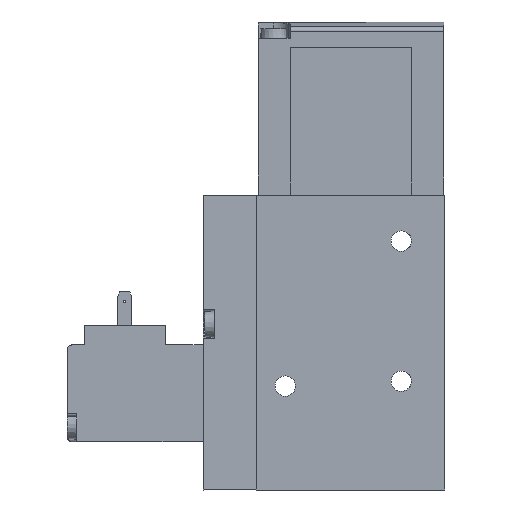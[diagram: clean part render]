
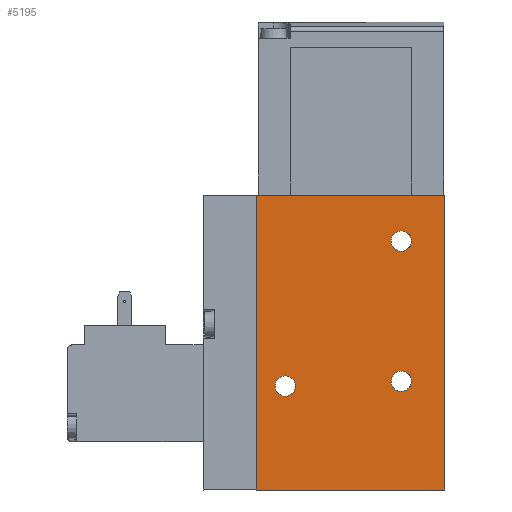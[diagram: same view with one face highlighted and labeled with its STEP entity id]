
A CAD part, left-side view. The second image highlights one B-rep face of the part: STEP entity #5195.
In plain terms, the highlighted planar face has unit normal (-1, 0, 0).
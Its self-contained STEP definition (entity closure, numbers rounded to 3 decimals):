
#181=LINE('',#7128,#509);
#203=LINE('',#7215,#531);
#206=LINE('',#7227,#534);
#209=LINE('',#7235,#537);
#509=VECTOR('',#5904,1000.);
#531=VECTOR('',#5936,1000.);
#534=VECTOR('',#5947,1000.);
#537=VECTOR('',#5954,1000.);
#928=ORIENTED_EDGE('',*,*,#2003,.T.);
#929=ORIENTED_EDGE('',*,*,#2004,.T.);
#930=ORIENTED_EDGE('',*,*,#2005,.T.);
#931=ORIENTED_EDGE('',*,*,#1942,.F.);
#932=ORIENTED_EDGE('',*,*,#1978,.F.);
#933=ORIENTED_EDGE('',*,*,#1974,.F.);
#934=ORIENTED_EDGE('',*,*,#1968,.F.);
#1942=EDGE_CURVE('',#2485,#2486,#181,.T.);
#1968=EDGE_CURVE('',#2486,#2507,#203,.T.);
#1974=EDGE_CURVE('',#2507,#2512,#206,.T.);
#1978=EDGE_CURVE('',#2512,#2485,#209,.T.);
#2003=EDGE_CURVE('',#2538,#2538,#2833,.T.);
#2004=EDGE_CURVE('',#2539,#2539,#2834,.T.);
#2005=EDGE_CURVE('',#2540,#2540,#2835,.T.);
#2485=VERTEX_POINT('',#7129);
#2486=VERTEX_POINT('',#7130);
#2507=VERTEX_POINT('',#7216);
#2512=VERTEX_POINT('',#7228);
#2538=VERTEX_POINT('',#7286);
#2539=VERTEX_POINT('',#7288);
#2540=VERTEX_POINT('',#7290);
#2833=CIRCLE('',#5436,2.1);
#2834=CIRCLE('',#5437,2.1);
#2835=CIRCLE('',#5438,2.1);
#3050=EDGE_LOOP('',(#928));
#3051=EDGE_LOOP('',(#929));
#3052=EDGE_LOOP('',(#930));
#3053=EDGE_LOOP('',(#931,#932,#933,#934));
#3322=FACE_BOUND('',#3050,.T.);
#3323=FACE_BOUND('',#3051,.T.);
#3324=FACE_BOUND('',#3052,.T.);
#3325=FACE_BOUND('',#3053,.T.);
#3578=PLANE('',#5435);
#5195=ADVANCED_FACE('',(#3322,#3323,#3324,#3325),#3578,.F.);
#5435=AXIS2_PLACEMENT_3D('',#7284,#5986,#5987);
#5436=AXIS2_PLACEMENT_3D('',#7285,#5988,#5989);
#5437=AXIS2_PLACEMENT_3D('',#7287,#5990,#5991);
#5438=AXIS2_PLACEMENT_3D('',#7289,#5992,#5993);
#5904=DIRECTION('',(0.,0.,1.));
#5936=DIRECTION('',(0.,-1.,0.));
#5947=DIRECTION('',(0.,0.,-1.));
#5954=DIRECTION('',(0.,1.,0.));
#5986=DIRECTION('',(1.,0.,0.));
#5987=DIRECTION('',(0.,0.,-1.));
#5988=DIRECTION('',(1.,0.,0.));
#5989=DIRECTION('',(0.,0.,-1.));
#5990=DIRECTION('',(1.,0.,0.));
#5991=DIRECTION('',(0.,0.,-1.));
#5992=DIRECTION('',(1.,0.,0.));
#5993=DIRECTION('',(0.,0.,-1.));
#7128=CARTESIAN_POINT('',(-11.,39.,0.));
#7129=CARTESIAN_POINT('',(-11.,39.,0.));
#7130=CARTESIAN_POINT('',(-11.,39.,61.));
#7215=CARTESIAN_POINT('',(-11.,39.,61.));
#7216=CARTESIAN_POINT('',(-11.,0.,61.));
#7227=CARTESIAN_POINT('',(-11.,0.,61.));
#7228=CARTESIAN_POINT('',(-11.,0.,0.));
#7235=CARTESIAN_POINT('',(-11.,0.,0.));
#7284=CARTESIAN_POINT('',(-11.,0.,0.));
#7285=CARTESIAN_POINT('',(-11.,33.,21.5));
#7286=CARTESIAN_POINT('',(-11.,33.,19.4));
#7287=CARTESIAN_POINT('',(-11.,9.,51.5));
#7288=CARTESIAN_POINT('',(-11.,9.,49.4));
#7289=CARTESIAN_POINT('',(-11.,9.,22.5));
#7290=CARTESIAN_POINT('',(-11.,9.,20.4));
